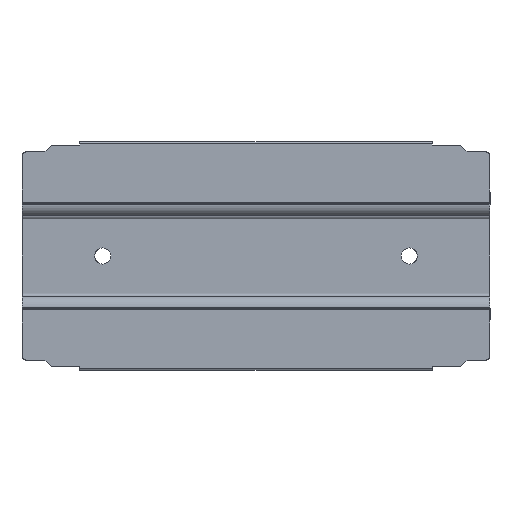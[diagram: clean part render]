
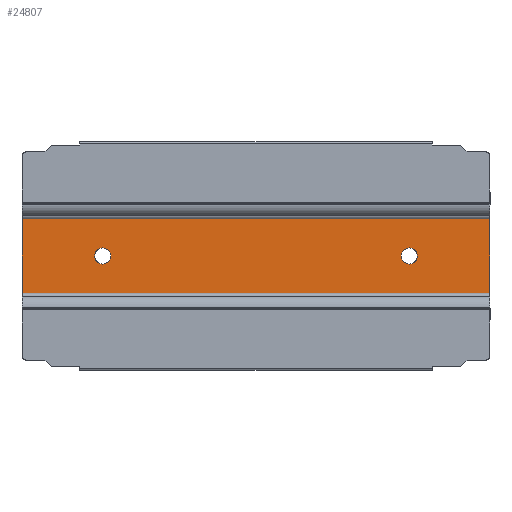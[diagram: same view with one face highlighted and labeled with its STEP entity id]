
A CAD part, front view. The second image highlights one B-rep face of the part: STEP entity #24807.
In plain terms, the highlighted planar face has unit normal (0, -1, 0).
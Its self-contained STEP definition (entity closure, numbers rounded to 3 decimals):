
#135 = VERTEX_POINT ( 'NONE', #7218 ) ;
#143 = VERTEX_POINT ( 'NONE', #7226 ) ;
#153 = VERTEX_POINT ( 'NONE', #7236 ) ;
#161 = VERTEX_POINT ( 'NONE', #7244 ) ;
#166 = VERTEX_POINT ( 'NONE', #7249 ) ;
#167 = VERTEX_POINT ( 'NONE', #7250 ) ;
#248 = VERTEX_POINT ( 'NONE', #7331 ) ;
#249 = VERTEX_POINT ( 'NONE', #7332 ) ;
#1127 = EDGE_CURVE ( 'NONE', #143, #249, #15044, .T. ) ;
#1128 = EDGE_CURVE ( 'NONE', #153, #161, #15049, .T. ) ;
#1129 = EDGE_CURVE ( 'NONE', #248, #135, #15048, .T. ) ;
#1348 = EDGE_CURVE ( 'NONE', #161, #153, #19173, .T. ) ;
#2404 = CIRCLE ( 'NONE', #6196, 0.7 ) ;
#2982 = LINE ( 'NONE', #11210, #11711 ) ;
#3165 = CARTESIAN_POINT ( 'NONE',  ( -36.6, 5.5, 0. ) ) ;
#3168 = DIRECTION ( 'NONE',  ( 0., 1., 0. ) ) ;
#3170 = DIRECTION ( 'NONE',  ( 0., 0., 1. ) ) ;
#5233 = EDGE_CURVE ( 'NONE', #167, #166, #2404, .T. ) ;
#5831 = EDGE_CURVE ( 'NONE', #249, #248, #2982, .T. ) ;
#5939 = EDGE_CURVE ( 'NONE', #166, #167, #11781, .T. ) ;
#6089 = AXIS2_PLACEMENT_3D ( 'NONE', #16447, #16448, #16449 ) ;
#6105 = AXIS2_PLACEMENT_3D ( 'NONE', #19953, #19969, #19970 ) ;
#6196 = AXIS2_PLACEMENT_3D ( 'NONE', #3165, #3168, #3170 ) ;
#6248 = AXIS2_PLACEMENT_3D ( 'NONE', #11536, #11546, #11547 ) ;
#7218 = CARTESIAN_POINT ( 'NONE',  ( -70.45, 5.5, 4.3 ) ) ;
#7226 = CARTESIAN_POINT ( 'NONE',  ( -70.45, 5.5, -4.3 ) ) ;
#7236 = CARTESIAN_POINT ( 'NONE',  ( -63.4, 5.5, 0.7 ) ) ;
#7244 = CARTESIAN_POINT ( 'NONE',  ( -63.4, 5.5, -0.7 ) ) ;
#7249 = CARTESIAN_POINT ( 'NONE',  ( -36.6, 5.5, -0.7 ) ) ;
#7250 = CARTESIAN_POINT ( 'NONE',  ( -36.6, 5.5, 0.7 ) ) ;
#7331 = CARTESIAN_POINT ( 'NONE',  ( -29.55, 5.5, 4.3 ) ) ;
#7332 = CARTESIAN_POINT ( 'NONE',  ( -29.55, 5.5, -4.3 ) ) ;
#8190 = ORIENTED_EDGE ( 'NONE', *, *, #1128, .T. ) ;
#8191 = ORIENTED_EDGE ( 'NONE', *, *, #1348, .T. ) ;
#8192 = ORIENTED_EDGE ( 'NONE', *, *, #5233, .T. ) ;
#8193 = ORIENTED_EDGE ( 'NONE', *, *, #5939, .T. ) ;
#8194 = ORIENTED_EDGE ( 'NONE', *, *, #10094, .T. ) ;
#8195 = ORIENTED_EDGE ( 'NONE', *, *, #1127, .T. ) ;
#8196 = ORIENTED_EDGE ( 'NONE', *, *, #5831, .T. ) ;
#8197 = ORIENTED_EDGE ( 'NONE', *, *, #1129, .T. ) ;
#10094 = EDGE_CURVE ( 'NONE', #135, #143, #11910, .T. ) ;
#11210 = CARTESIAN_POINT ( 'NONE',  ( -29.55, 5.5, -4.5 ) ) ;
#11211 = DIRECTION ( 'NONE',  ( 0., 0., 1. ) ) ;
#11536 = CARTESIAN_POINT ( 'NONE',  ( -36.6, 5.5, 0. ) ) ;
#11546 = DIRECTION ( 'NONE',  ( 0., 1., 0. ) ) ;
#11547 = DIRECTION ( 'NONE',  ( 0., 0., 1. ) ) ;
#11711 = VECTOR ( 'NONE', #11211, 1000. ) ;
#11781 = CIRCLE ( 'NONE', #6248, 0.7 ) ;
#11910 = LINE ( 'NONE', #12798, #11936 ) ;
#11936 = VECTOR ( 'NONE', #12799, 1000. ) ;
#12096 = AXIS2_PLACEMENT_3D ( 'NONE', #24506, #24507, #24508 ) ;
#12798 = CARTESIAN_POINT ( 'NONE',  ( -70.45, 5.5, -4.5 ) ) ;
#12799 = DIRECTION ( 'NONE',  ( 0., 0., -1. ) ) ;
#15042 = VECTOR ( 'NONE', #16451, 1000. ) ;
#15044 = LINE ( 'NONE', #16445, #15045 ) ;
#15045 = VECTOR ( 'NONE', #16446, 1000. ) ;
#15048 = LINE ( 'NONE', #16416, #15042 ) ;
#15049 = CIRCLE ( 'NONE', #6089, 0.7 ) ;
#16416 = CARTESIAN_POINT ( 'NONE',  ( -70.45, 5.5, 4.3 ) ) ;
#16445 = CARTESIAN_POINT ( 'NONE',  ( -29.55, 5.5, -4.3 ) ) ;
#16446 = DIRECTION ( 'NONE',  ( 1., 0., 0. ) ) ;
#16447 = CARTESIAN_POINT ( 'NONE',  ( -63.4, 5.5, 0. ) ) ;
#16448 = DIRECTION ( 'NONE',  ( 0., 1., 0. ) ) ;
#16449 = DIRECTION ( 'NONE',  ( 0., 0., 1. ) ) ;
#16451 = DIRECTION ( 'NONE',  ( -1., 0., 0. ) ) ;
#18462 = FACE_BOUND ( 'NONE', #25953, .T. ) ;
#18465 = FACE_BOUND ( 'NONE', #25948, .T. ) ;
#18467 = FACE_OUTER_BOUND ( 'NONE', #25947, .T. ) ;
#19173 = CIRCLE ( 'NONE', #6105, 0.7 ) ;
#19953 = CARTESIAN_POINT ( 'NONE',  ( -63.4, 5.5, 0. ) ) ;
#19969 = DIRECTION ( 'NONE',  ( 0., 1., 0. ) ) ;
#19970 = DIRECTION ( 'NONE',  ( 0., 0., 1. ) ) ;
#24499 = PLANE ( 'NONE',  #12096 ) ;
#24506 = CARTESIAN_POINT ( 'NONE',  ( -26.75, 5.5, 0. ) ) ;
#24507 = DIRECTION ( 'NONE',  ( 0., 1., 0. ) ) ;
#24508 = DIRECTION ( 'NONE',  ( 0., 0., 1. ) ) ;
#24807 = ADVANCED_FACE ( 'NONE', ( #18462, #18465, #18467 ), #24499, .F. ) ;
#25947 = EDGE_LOOP ( 'NONE', ( #8194, #8195, #8196, #8197 ) ) ;
#25948 = EDGE_LOOP ( 'NONE', ( #8192, #8193 ) ) ;
#25953 = EDGE_LOOP ( 'NONE', ( #8190, #8191 ) ) ;
